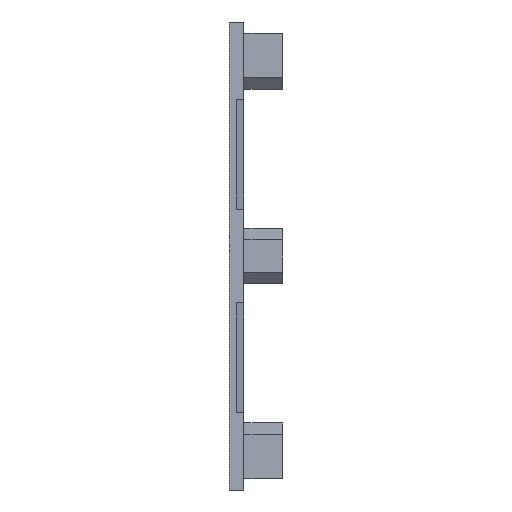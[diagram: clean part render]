
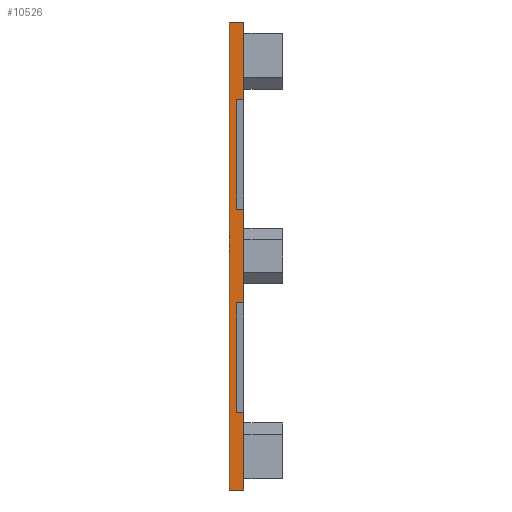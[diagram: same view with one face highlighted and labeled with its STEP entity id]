
A CAD part, left-side view. The second image highlights one B-rep face of the part: STEP entity #10526.
In plain terms, the highlighted planar face has unit normal (-1, 0, 0).
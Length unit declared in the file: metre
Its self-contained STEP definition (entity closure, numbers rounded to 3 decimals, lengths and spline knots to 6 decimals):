
#175=DIRECTION('',(0.,0.,-1.));
#176=VECTOR('',#175,0.20279);
#177=CARTESIAN_POINT('',(-0.609976,-0.0381,0.609976));
#178=LINE('',#177,#176);
#395=DIRECTION('',(0.,1.,0.));
#396=VECTOR('',#395,0.0381);
#397=CARTESIAN_POINT('',(-0.609976,-0.0381,-0.609977));
#398=LINE('',#397,#396);
#619=DIRECTION('',(0.,-1.,0.));
#620=VECTOR('',#619,0.018444);
#621=CARTESIAN_POINT('',(-0.609976,-0.019656,
0.407186));
#622=LINE('',#621,#620);
#623=DIRECTION('',(0.,0.,1.));
#624=VECTOR('',#623,0.244884);
#625=CARTESIAN_POINT('',(-0.609976,-0.0381,-0.122442));
#626=LINE('',#625,#624);
#627=DIRECTION('',(0.,-1.,0.));
#628=VECTOR('',#627,0.018444);
#629=CARTESIAN_POINT('',(-0.609976,-0.019656,
-0.122442));
#630=LINE('',#629,#628);
#631=DIRECTION('',(0.,0.,1.));
#632=VECTOR('',#631,0.284744);
#633=CARTESIAN_POINT('',(-0.609976,-0.019656,
-0.407186));
#634=LINE('',#633,#632);
#635=DIRECTION('',(0.,0.,1.));
#636=VECTOR('',#635,0.202791);
#637=CARTESIAN_POINT('',(-0.609976,-0.0381,-0.609977));
#638=LINE('',#637,#636);
#639=DIRECTION('',(0.,0.,-1.));
#640=VECTOR('',#639,1.219953);
#641=CARTESIAN_POINT('',(-0.609976,0.,0.609976));
#642=LINE('',#641,#640);
#667=DIRECTION('',(0.,-1.,0.));
#668=VECTOR('',#667,0.0381);
#669=CARTESIAN_POINT('',(-0.609976,0.,0.609976));
#670=LINE('',#669,#668);
#787=DIRECTION('',(0.,0.,-1.));
#788=VECTOR('',#787,0.284744);
#789=CARTESIAN_POINT('',(-0.609976,-0.019656,
0.407186));
#790=LINE('',#789,#788);
#795=DIRECTION('',(0.,-1.,0.));
#796=VECTOR('',#795,0.018444);
#797=CARTESIAN_POINT('',(-0.609976,-0.019656,
0.122442));
#798=LINE('',#797,#796);
#815=DIRECTION('',(0.,-1.,0.));
#816=VECTOR('',#815,0.018444);
#817=CARTESIAN_POINT('',(-0.609976,-0.019656,
-0.407186));
#818=LINE('',#817,#816);
#8586=CARTESIAN_POINT('',(-0.609976,0.,-0.609977));
#8588=VERTEX_POINT('',#8586);
#8599=CARTESIAN_POINT('',(-0.609976,-0.0381,-0.609977));
#8600=VERTEX_POINT('',#8599);
#8945=CARTESIAN_POINT('',(-0.609976,-0.0381,0.609976));
#8946=VERTEX_POINT('',#8945);
#8947=CARTESIAN_POINT('',(-0.609976,-0.0381,0.407186));
#8948=VERTEX_POINT('',#8947);
#8953=CARTESIAN_POINT('',(-0.609976,-0.0381,0.122442));
#8954=VERTEX_POINT('',#8953);
#8955=CARTESIAN_POINT('',(-0.609976,-0.0381,-0.122442));
#8956=VERTEX_POINT('',#8955);
#8961=CARTESIAN_POINT('',(-0.609976,-0.0381,-0.407186));
#8962=VERTEX_POINT('',#8961);
#9239=CARTESIAN_POINT('',(-0.609976,0.,0.609976));
#9240=VERTEX_POINT('',#9239);
#9313=CARTESIAN_POINT('',(-0.609976,-0.019656,
-0.122442));
#9314=VERTEX_POINT('',#9313);
#9315=CARTESIAN_POINT('',(-0.609976,-0.019656,
-0.407186));
#9316=VERTEX_POINT('',#9315);
#9317=CARTESIAN_POINT('',(-0.609976,-0.019656,
0.122442));
#9318=VERTEX_POINT('',#9317);
#9319=CARTESIAN_POINT('',(-0.609976,-0.019656,
0.407186));
#9320=VERTEX_POINT('',#9319);
#10500=CARTESIAN_POINT('',(-0.609976,0.00449,
0.000004));
#10501=DIRECTION('',(1.,0.,0.));
#10502=DIRECTION('',(0.,0.,-1.));
#10503=AXIS2_PLACEMENT_3D('',#10500,#10501,#10502);
#10504=PLANE('',#10503);
#10506=ORIENTED_EDGE('',*,*,#10505,.T.);
#10507=ORIENTED_EDGE('',*,*,#10108,.T.);
#10509=ORIENTED_EDGE('',*,*,#10508,.F.);
#10511=ORIENTED_EDGE('',*,*,#10510,.T.);
#10513=ORIENTED_EDGE('',*,*,#10512,.T.);
#10514=ORIENTED_EDGE('',*,*,#10100,.F.);
#10516=ORIENTED_EDGE('',*,*,#10515,.F.);
#10518=ORIENTED_EDGE('',*,*,#10517,.F.);
#10520=ORIENTED_EDGE('',*,*,#10519,.T.);
#10521=ORIENTED_EDGE('',*,*,#10092,.F.);
#10522=ORIENTED_EDGE('',*,*,#10293,.T.);
#10523=ORIENTED_EDGE('',*,*,#10320,.F.);
#10524=EDGE_LOOP('',(#10506,#10507,#10509,#10511,#10513,#10514,#10516,#10518,
#10520,#10521,#10522,#10523));
#10525=FACE_OUTER_BOUND('',#10524,.F.);
#10526=ADVANCED_FACE('',(#10525),#10504,.F.);
#10092=EDGE_CURVE('',#8600,#8962,#638,.T.);
#10100=EDGE_CURVE('',#8956,#8954,#626,.T.);
#10108=EDGE_CURVE('',#8946,#8948,#178,.T.);
#10293=EDGE_CURVE('',#8600,#8588,#398,.T.);
#10320=EDGE_CURVE('',#9240,#8588,#642,.T.);
#10505=EDGE_CURVE('',#9240,#8946,#670,.T.);
#10508=EDGE_CURVE('',#9320,#8948,#622,.T.);
#10510=EDGE_CURVE('',#9320,#9318,#790,.T.);
#10512=EDGE_CURVE('',#9318,#8954,#798,.T.);
#10515=EDGE_CURVE('',#9314,#8956,#630,.T.);
#10517=EDGE_CURVE('',#9316,#9314,#634,.T.);
#10519=EDGE_CURVE('',#9316,#8962,#818,.T.);
